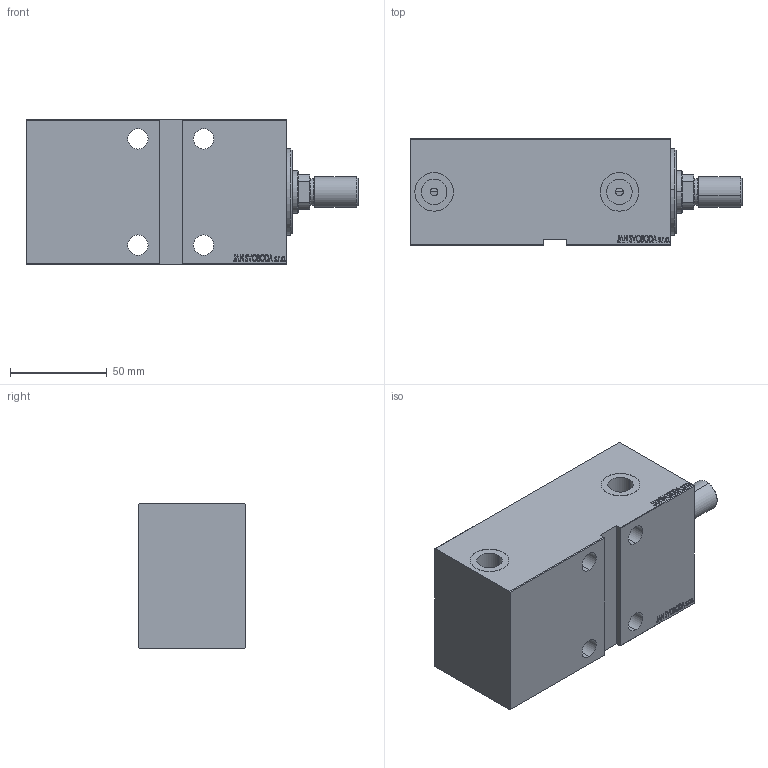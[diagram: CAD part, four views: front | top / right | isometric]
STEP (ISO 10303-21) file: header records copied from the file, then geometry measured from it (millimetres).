
FILE_DESCRIPTION (( 'STEP AP203' ), '1' );
FILE_NAME ('7f41.STEP', '2022-06-03T07:25:07', ( '' ), ( '' ), 'SwSTEP 2.0', 'SolidWorks 2019', '' );
FILE_SCHEMA (( 'CONFIG_CONTROL_DESIGN' ));
Length unit declared in the file: millimetre
Products named in the file (5): V450CM_VC_G 97beeb6d09ad256380b4da804c7b0f75; V450CM_G_VCP 97beeb6d09ad256380b4da804c7b0f75; V450CM_MALE_METRIC 97beeb6d09ad256380b4da804c7b0f75; V450CM_G_Body 97beeb6d09ad256380b4da804c7b0f75; 7f41
Assembly tree (4 placements, depth 2):
  7f41
    V450CM_G_Body 97beeb6d09ad256380b4da804c7b0f75
    V450CM_G_VCP 97beeb6d09ad256380b4da804c7b0f75
    V450CM_VC_G 97beeb6d09ad256380b4da804c7b0f75
    V450CM_MALE_METRIC 97beeb6d09ad256380b4da804c7b0f75
Bounding box: 172 x 55 x 75 mm (x, y, z)
Volume: 493436.8 mm3; surface area: 86536.8 mm2
Topology: 4 solids, 4 shells, 869 faces, 2231 edges, 1477 vertices
Faces by surface type: plane 413, bspline 380, cylinder 56, cone 18, torus 2
Entity records: 43712 total; most frequent: CARTESIAN_POINT 24552, ORIENTED_EDGE 4458, DIRECTION 2579, EDGE_CURVE 2229, VERTEX_POINT 1477, VECTOR 1323, LINE 1323, EDGE_LOOP 992
